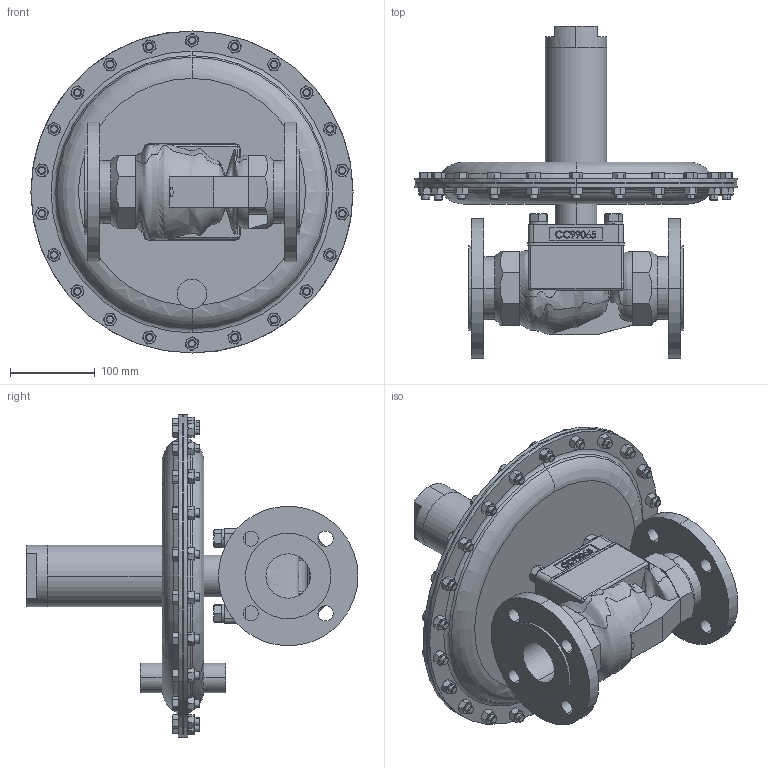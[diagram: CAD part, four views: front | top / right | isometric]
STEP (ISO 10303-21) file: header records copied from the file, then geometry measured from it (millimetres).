
FILE_DESCRIPTION (( 'STEP AP203' ), '1' );
FILE_NAME ('608-200-BR+CS+S6-I6.STEP', '2017-09-08T18:00:06', ( '' ), ( '' ), 'SwSTEP 2.0', 'SolidWorks 2014', '' );
FILE_SCHEMA (( 'CONFIG_CONTROL_DESIGN' ));
Products named in the file (1): 608-200-BR+CS+S6-I6
Bounding box: 381 x 392.71 x 381 mm (x, y, z)
Volume: 6817765.8 mm3; surface area: 580687.2 mm2
Topology: 1 solids, 1 shells, 1310 faces, 3089 edges, 1882 vertices
Faces by surface type: plane 538, cone 479, cylinder 143, bspline 117, torus 25, sphere 8
Entity records: 69889 total; most frequent: CARTESIAN_POINT 41858, ORIENTED_EDGE 6172, DIRECTION 5142, EDGE_CURVE 3086, AXIS2_PLACEMENT_3D 2051, VERTEX_POINT 1882, EDGE_LOOP 1440, FACE_OUTER_BOUND 1310
